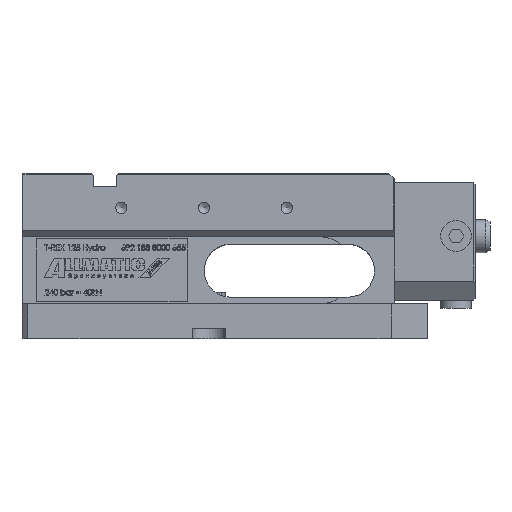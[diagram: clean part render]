
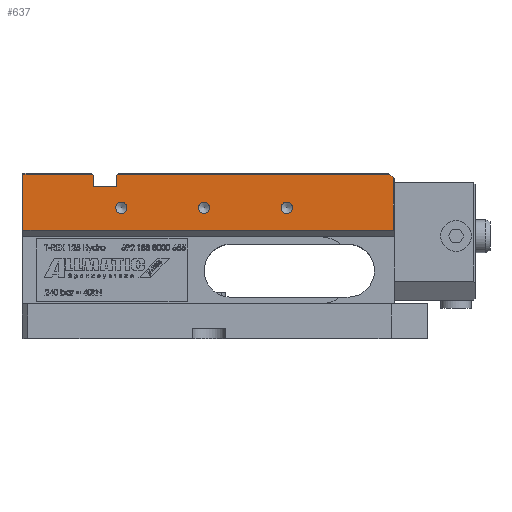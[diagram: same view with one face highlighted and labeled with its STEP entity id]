
A CAD part, top view. The second image highlights one B-rep face of the part: STEP entity #637.
In plain terms, the highlighted planar face has unit normal (0, 0, 1).
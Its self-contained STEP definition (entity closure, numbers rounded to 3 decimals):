
#637 = ADVANCED_FACE ( 'NONE', ( #51881, #6216, #84787, #80060 ), #102044, .F. ) ;
#1307 = EDGE_CURVE ( 'NONE', #6387, #6387, #51674, .T. ) ;
#3437 = DIRECTION ( 'NONE',  ( -1., 0., 0. ) ) ;
#5413 = ORIENTED_EDGE ( 'NONE', *, *, #118709, .T. ) ;
#6028 = CARTESIAN_POINT ( 'NONE',  ( 64., 83., 63. ) ) ;
#6216 = FACE_BOUND ( 'NONE', #60542, .T. ) ;
#6387 = VERTEX_POINT ( 'NONE', #128747 ) ;
#9409 = VERTEX_POINT ( 'NONE', #61955 ) ;
#9639 = VERTEX_POINT ( 'NONE', #43490 ) ;
#10058 = CARTESIAN_POINT ( 'NONE',  ( 47., 96., 63. ) ) ;
#10202 = LINE ( 'NONE', #79579, #14861 ) ;
#11562 = CARTESIAN_POINT ( 'NONE',  ( 228.4, 101.1, 63. ) ) ;
#13900 = EDGE_CURVE ( 'NONE', #9409, #83306, #70708, .T. ) ;
#14861 = VECTOR ( 'NONE', #108876, 1000. ) ;
#15086 = DIRECTION ( 'NONE',  ( -1., 0., 0. ) ) ;
#15140 = LINE ( 'NONE', #85166, #118638 ) ;
#16966 = DIRECTION ( 'NONE',  ( 1., 0., 0. ) ) ;
#17751 = EDGE_CURVE ( 'NONE', #126833, #115295, #97050, .T. ) ;
#17845 = ORIENTED_EDGE ( 'NONE', *, *, #19584, .T. ) ;
#18045 = LINE ( 'NONE', #82813, #121588 ) ;
#18590 = AXIS2_PLACEMENT_3D ( 'NONE', #44746, #75866, #75000 ) ;
#19584 = EDGE_CURVE ( 'NONE', #72391, #83091, #119602, .T. ) ;
#22990 = DIRECTION ( 'NONE',  ( -0.707, 0.707, 0. ) ) ;
#24434 = VERTEX_POINT ( 'NONE', #24866 ) ;
#24866 = CARTESIAN_POINT ( 'NONE',  ( 47., 102.8, 63. ) ) ;
#26661 = DIRECTION ( 'NONE',  ( 1., 0., 0. ) ) ;
#26784 = VERTEX_POINT ( 'NONE', #109135 ) ;
#28388 = DIRECTION ( 'NONE',  ( 0., -1., 0. ) ) ;
#29650 = AXIS2_PLACEMENT_3D ( 'NONE', #71415, #30980, #90656 ) ;
#29695 = LINE ( 'NONE', #97329, #39164 ) ;
#30596 = CARTESIAN_POINT ( 'NONE',  ( 164., 83., 63. ) ) ;
#30980 = DIRECTION ( 'NONE',  ( 0., 0., -1. ) ) ;
#31062 = VECTOR ( 'NONE', #26661, 1000. ) ;
#32649 = DIRECTION ( 'NONE',  ( -1., 0., 0. ) ) ;
#33100 = ORIENTED_EDGE ( 'NONE', *, *, #45562, .F. ) ;
#33206 = CARTESIAN_POINT ( 'NONE',  ( 62.2, 104., 63. ) ) ;
#33851 = CIRCLE ( 'NONE', #66543, 3.4 ) ;
#37241 = EDGE_CURVE ( 'NONE', #26784, #26784, #33851, .T. ) ;
#37404 = EDGE_CURVE ( 'NONE', #83091, #9639, #18045, .T. ) ;
#38540 = ORIENTED_EDGE ( 'NONE', *, *, #78498, .T. ) ;
#39164 = VECTOR ( 'NONE', #28388, 1000. ) ;
#39779 = ORIENTED_EDGE ( 'NONE', *, *, #48348, .T. ) ;
#43490 = CARTESIAN_POINT ( 'NONE',  ( 61., 96., 63. ) ) ;
#43548 = VECTOR ( 'NONE', #32649, 1000. ) ;
#44746 = CARTESIAN_POINT ( 'NONE',  ( 114., 83., 63. ) ) ;
#45562 = EDGE_CURVE ( 'NONE', #47251, #47251, #58849, .T. ) ;
#47251 = VERTEX_POINT ( 'NONE', #119617 ) ;
#48348 = EDGE_CURVE ( 'NONE', #9639, #120441, #93746, .T. ) ;
#49431 = CARTESIAN_POINT ( 'NONE',  ( 61.6, 103.4, 63. ) ) ;
#51674 = CIRCLE ( 'NONE', #115813, 3.4 ) ;
#51881 = FACE_BOUND ( 'NONE', #59353, .T. ) ;
#52874 = ORIENTED_EDGE ( 'NONE', *, *, #37241, .F. ) ;
#52933 = CARTESIAN_POINT ( 'NONE',  ( 225.5, 104., 63. ) ) ;
#58686 = EDGE_CURVE ( 'NONE', #24434, #9409, #10202, .T. ) ;
#58849 = CIRCLE ( 'NONE', #18590, 3.4 ) ;
#59353 = EDGE_LOOP ( 'NONE', ( #122944 ) ) ;
#60542 = EDGE_LOOP ( 'NONE', ( #33100 ) ) ;
#61955 = CARTESIAN_POINT ( 'NONE',  ( 46.4, 103.4, 63. ) ) ;
#63358 = ORIENTED_EDGE ( 'NONE', *, *, #123695, .T. ) ;
#65581 = CARTESIAN_POINT ( 'NONE',  ( 228.4, 69.5, 63. ) ) ;
#66543 = AXIS2_PLACEMENT_3D ( 'NONE', #30596, #100822, #119579 ) ;
#70708 = LINE ( 'NONE', #76563, #92593 ) ;
#71415 = CARTESIAN_POINT ( 'NONE',  ( 450., 104., 63. ) ) ;
#71488 = VERTEX_POINT ( 'NONE', #92640 ) ;
#72091 = LINE ( 'NONE', #123508, #80010 ) ;
#72391 = VERTEX_POINT ( 'NONE', #49431 ) ;
#75000 = DIRECTION ( 'NONE',  ( 1., 0., 0. ) ) ;
#75866 = DIRECTION ( 'NONE',  ( 0., 0., 1. ) ) ;
#76112 = LINE ( 'NONE', #52933, #121533 ) ;
#76563 = CARTESIAN_POINT ( 'NONE',  ( 450., 103.4, 63. ) ) ;
#77217 = ORIENTED_EDGE ( 'NONE', *, *, #77357, .T. ) ;
#77357 = EDGE_CURVE ( 'NONE', #71488, #72391, #72091, .T. ) ;
#78498 = EDGE_CURVE ( 'NONE', #120441, #24434, #15140, .T. ) ;
#78944 = VECTOR ( 'NONE', #122157, 1000. ) ;
#79579 = CARTESIAN_POINT ( 'NONE',  ( 47., 102.8, 63. ) ) ;
#80010 = VECTOR ( 'NONE', #3437, 1000. ) ;
#80060 = FACE_OUTER_BOUND ( 'NONE', #100706, .T. ) ;
#81045 = ORIENTED_EDGE ( 'NONE', *, *, #105473, .T. ) ;
#81413 = CARTESIAN_POINT ( 'NONE',  ( 450., 96., 63. ) ) ;
#82108 = VERTEX_POINT ( 'NONE', #11562 ) ;
#82813 = CARTESIAN_POINT ( 'NONE',  ( 61., 104., 63. ) ) ;
#83091 = VERTEX_POINT ( 'NONE', #86589 ) ;
#83306 = VERTEX_POINT ( 'NONE', #92205 ) ;
#84787 = FACE_BOUND ( 'NONE', #114908, .T. ) ;
#85166 = CARTESIAN_POINT ( 'NONE',  ( 47., 104., 63. ) ) ;
#86589 = CARTESIAN_POINT ( 'NONE',  ( 61., 102.8, 63. ) ) ;
#87332 = VECTOR ( 'NONE', #113765, 1000. ) ;
#90656 = DIRECTION ( 'NONE',  ( 0., 1., 0. ) ) ;
#92205 = CARTESIAN_POINT ( 'NONE',  ( 4.6, 103.4, 63. ) ) ;
#92593 = VECTOR ( 'NONE', #15086, 1000. ) ;
#92640 = CARTESIAN_POINT ( 'NONE',  ( 226.1, 103.4, 63. ) ) ;
#93746 = LINE ( 'NONE', #81413, #43548 ) ;
#94283 = DIRECTION ( 'NONE',  ( 0., 0., 1. ) ) ;
#97050 = LINE ( 'NONE', #116508, #31062 ) ;
#97329 = CARTESIAN_POINT ( 'NONE',  ( 4.6, 65.5, 63. ) ) ;
#99881 = ORIENTED_EDGE ( 'NONE', *, *, #37404, .T. ) ;
#100706 = EDGE_LOOP ( 'NONE', ( #63358, #109518, #5413, #81045, #77217, #17845, #99881, #39779, #38540, #115530, #103260 ) ) ;
#100822 = DIRECTION ( 'NONE',  ( 0., 0., 1. ) ) ;
#102044 = PLANE ( 'NONE',  #29650 ) ;
#103260 = ORIENTED_EDGE ( 'NONE', *, *, #13900, .T. ) ;
#103997 = DIRECTION ( 'NONE',  ( 0., 1., 0. ) ) ;
#105473 = EDGE_CURVE ( 'NONE', #82108, #71488, #76112, .T. ) ;
#106186 = LINE ( 'NONE', #122535, #87332 ) ;
#108876 = DIRECTION ( 'NONE',  ( -0.707, 0.707, 0. ) ) ;
#109135 = CARTESIAN_POINT ( 'NONE',  ( 167.4, 83., 63. ) ) ;
#109518 = ORIENTED_EDGE ( 'NONE', *, *, #17751, .T. ) ;
#113412 = CARTESIAN_POINT ( 'NONE',  ( 4.6, 69.5, 63. ) ) ;
#113765 = DIRECTION ( 'NONE',  ( 0., 1., 0. ) ) ;
#114259 = DIRECTION ( 'NONE',  ( 0., -1., 0. ) ) ;
#114908 = EDGE_LOOP ( 'NONE', ( #52874 ) ) ;
#115295 = VERTEX_POINT ( 'NONE', #65581 ) ;
#115530 = ORIENTED_EDGE ( 'NONE', *, *, #58686, .T. ) ;
#115813 = AXIS2_PLACEMENT_3D ( 'NONE', #6028, #94283, #16966 ) ;
#116508 = CARTESIAN_POINT ( 'NONE',  ( 450., 69.5, 63. ) ) ;
#118638 = VECTOR ( 'NONE', #103997, 1000. ) ;
#118709 = EDGE_CURVE ( 'NONE', #115295, #82108, #106186, .T. ) ;
#119579 = DIRECTION ( 'NONE',  ( 1., 0., 0. ) ) ;
#119602 = LINE ( 'NONE', #33206, #78944 ) ;
#119617 = CARTESIAN_POINT ( 'NONE',  ( 117.4, 83., 63. ) ) ;
#120441 = VERTEX_POINT ( 'NONE', #10058 ) ;
#121533 = VECTOR ( 'NONE', #22990, 1000. ) ;
#121588 = VECTOR ( 'NONE', #114259, 1000. ) ;
#122157 = DIRECTION ( 'NONE',  ( -0.707, -0.707, 0. ) ) ;
#122535 = CARTESIAN_POINT ( 'NONE',  ( 228.4, 100.5, 63. ) ) ;
#122944 = ORIENTED_EDGE ( 'NONE', *, *, #1307, .F. ) ;
#123508 = CARTESIAN_POINT ( 'NONE',  ( 450., 103.4, 63. ) ) ;
#123695 = EDGE_CURVE ( 'NONE', #83306, #126833, #29695, .T. ) ;
#126833 = VERTEX_POINT ( 'NONE', #113412 ) ;
#128747 = CARTESIAN_POINT ( 'NONE',  ( 67.4, 83., 63. ) ) ;
